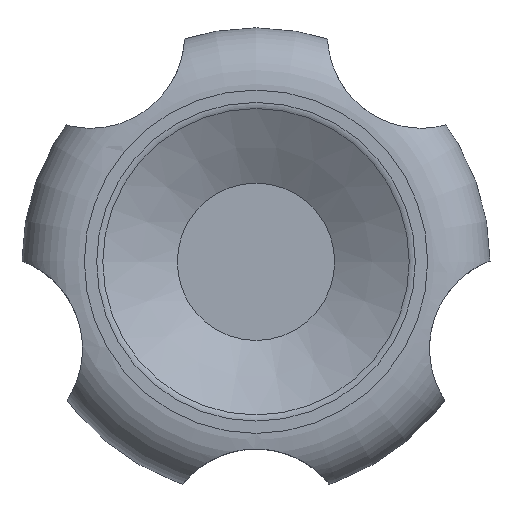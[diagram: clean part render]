
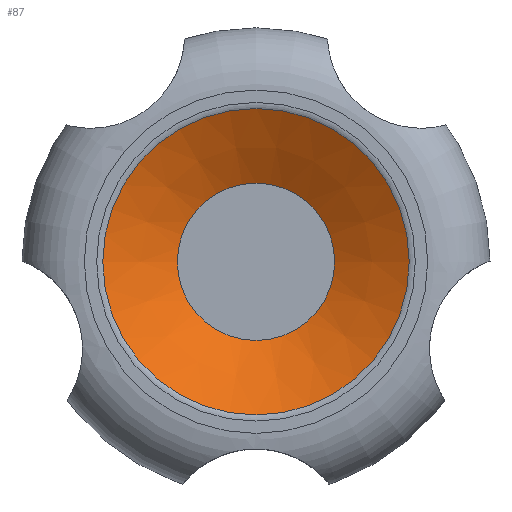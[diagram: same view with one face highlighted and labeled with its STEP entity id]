
A CAD part, top view. The second image highlights one B-rep face of the part: STEP entity #87.
In plain terms, the highlighted conical face has half-angle 60.548 degrees and reference radius 25 mm.
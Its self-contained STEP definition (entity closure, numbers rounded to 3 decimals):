
#87 = ADVANCED_FACE( '', ( #194, #195 ), #196, .F. );
#194 = FACE_OUTER_BOUND( '', #307, .T. );
#195 = FACE_BOUND( '', #308, .T. );
#196 = CONICAL_SURFACE( '', #309, 25., 1.057 );
#307 = EDGE_LOOP( '', ( #450 ) );
#308 = EDGE_LOOP( '', ( #451 ) );
#309 = AXIS2_PLACEMENT_3D( '', #452, #453, #454 );
#450 = ORIENTED_EDGE( '', *, *, #531, .T. );
#451 = ORIENTED_EDGE( '', *, *, #543, .F. );
#452 = CARTESIAN_POINT( '', ( 0., 0., 48. ) );
#453 = DIRECTION( '', ( 0., 0., 1. ) );
#454 = DIRECTION( '', ( 1., 0., 0. ) );
#531 = EDGE_CURVE( '', #600, #600, #601, .F. );
#543 = EDGE_CURVE( '', #618, #618, #619, .T. );
#600 = VERTEX_POINT( '', #1200 );
#601 = CIRCLE( '', #1201, 24.542 );
#618 = VERTEX_POINT( '', #1218 );
#619 = CIRCLE( '', #1219, 12.603 );
#1200 = CARTESIAN_POINT( '', ( -24.542, 0., 47.742 ) );
#1201 = AXIS2_PLACEMENT_3D( '', #1266, #1267, #1268 );
#1218 = CARTESIAN_POINT( '', ( 12.603, 0., 41. ) );
#1219 = AXIS2_PLACEMENT_3D( '', #1284, #1285, #1286 );
#1266 = CARTESIAN_POINT( '', ( 0., 0., 47.742 ) );
#1267 = DIRECTION( '', ( 0., 0., -1. ) );
#1268 = DIRECTION( '', ( -1., 0., 0. ) );
#1284 = CARTESIAN_POINT( '', ( 0., 0., 41. ) );
#1285 = DIRECTION( '', ( 0., 0., 1. ) );
#1286 = DIRECTION( '', ( 1., 0., 0. ) );
